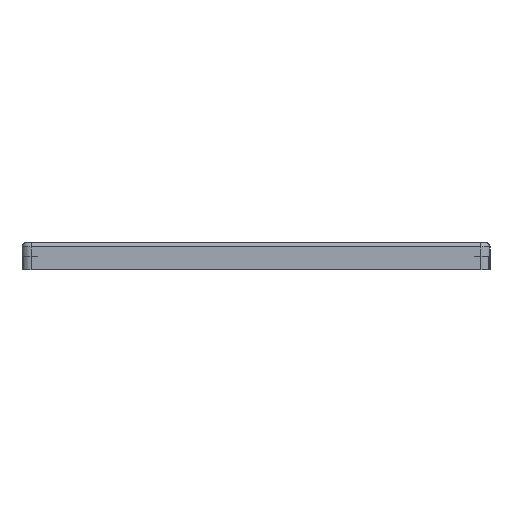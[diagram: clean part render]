
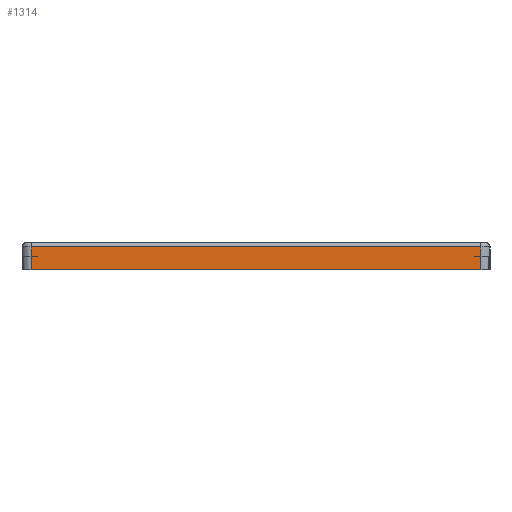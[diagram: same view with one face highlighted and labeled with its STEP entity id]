
A CAD part, left-side view. The second image highlights one B-rep face of the part: STEP entity #1314.
In plain terms, the highlighted planar face has unit normal (-1, 0, 0).
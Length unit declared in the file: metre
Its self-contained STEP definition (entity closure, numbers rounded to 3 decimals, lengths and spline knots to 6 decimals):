
#37=PLANE('',#1418);
#87=LINE('',#2054,#199);
#88=LINE('',#2060,#200);
#89=LINE('',#2063,#201);
#90=LINE('',#2064,#202);
#199=VECTOR('',#1620,1.);
#200=VECTOR('',#1627,1.);
#201=VECTOR('',#1628,1.);
#202=VECTOR('',#1629,1.);
#333=ORIENTED_EDGE('',*,*,#716,.F.);
#334=ORIENTED_EDGE('',*,*,#717,.T.);
#335=ORIENTED_EDGE('',*,*,#713,.T.);
#336=ORIENTED_EDGE('',*,*,#718,.T.);
#713=EDGE_CURVE('',#901,#902,#87,.T.);
#716=EDGE_CURVE('',#903,#904,#88,.T.);
#717=EDGE_CURVE('',#903,#901,#89,.F.);
#718=EDGE_CURVE('',#902,#904,#90,.T.);
#901=VERTEX_POINT('',#2055);
#902=VERTEX_POINT('',#2056);
#903=VERTEX_POINT('',#2061);
#904=VERTEX_POINT('',#2062);
#1088=EDGE_LOOP('',(#333,#334,#335,#336));
#1182=FACE_BOUND('',#1088,.T.);
#1314=ADVANCED_FACE('',(#1182),#37,.F.);
#1418=AXIS2_PLACEMENT_3D('',#2059,#1625,#1626);
#1620=DIRECTION('',(0.,0.,-1.));
#1625=DIRECTION('',(1.,0.,0.));
#1626=DIRECTION('',(0.,1.,0.));
#1627=DIRECTION('',(0.,0.,-1.));
#1628=DIRECTION('',(0.,-1.,0.));
#1629=DIRECTION('',(0.,-1.,0.));
#2054=CARTESIAN_POINT('',(-0.004,0.002,0.00875));
#2055=CARTESIAN_POINT('',(-0.004,0.002,0.01175));
#2056=CARTESIAN_POINT('',(-0.004,0.002,0.00675));
#2059=CARTESIAN_POINT('',(-0.004,-0.04775,0.00875));
#2060=CARTESIAN_POINT('',(-0.004,-0.0975,0.00875));
#2061=CARTESIAN_POINT('',(-0.004,-0.0975,0.01175));
#2062=CARTESIAN_POINT('',(-0.004,-0.0975,0.00675));
#2063=CARTESIAN_POINT('',(-0.004,0.002,0.01175));
#2064=CARTESIAN_POINT('',(-0.004,-0.04775,0.00675));
